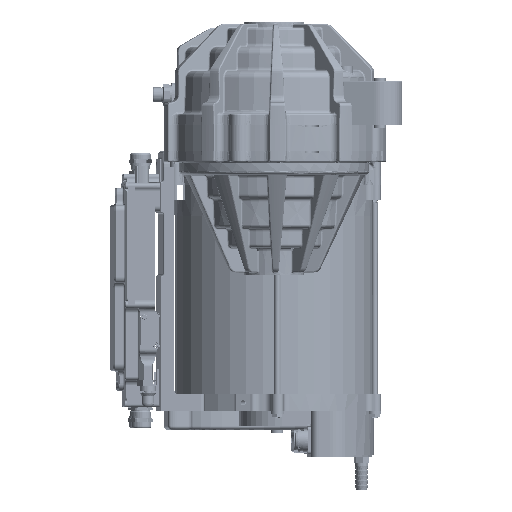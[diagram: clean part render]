
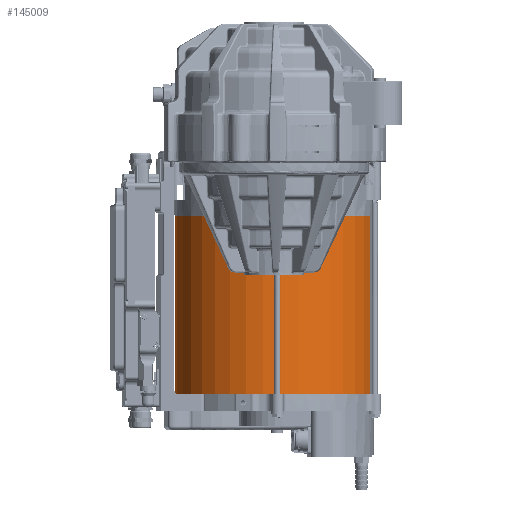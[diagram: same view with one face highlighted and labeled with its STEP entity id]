
A CAD part, left-side view. The second image highlights one B-rep face of the part: STEP entity #145009.
In plain terms, the highlighted cylindrical face has radius 132.5 mm (diameter 265 mm), a partial arc.
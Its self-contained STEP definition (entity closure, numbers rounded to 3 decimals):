
#1011 = EDGE_LOOP ( 'NONE', ( #169624, #189514, #178482, #37882 ) ) ;
#6774 = AXIS2_PLACEMENT_3D ( 'NONE', #152724, #210604, #101659 ) ;
#12506 = CYLINDRICAL_SURFACE ( 'NONE', #92170, 132.5 ) ;
#23867 = LINE ( 'NONE', #216359, #213943 ) ;
#29900 = CARTESIAN_POINT ( 'NONE',  ( 199.513, 0., -68.329 ) ) ;
#37882 = ORIENTED_EDGE ( 'NONE', *, *, #218175, .F. ) ;
#39924 = CARTESIAN_POINT ( 'NONE',  ( 236.6, 127.204, -304.429 ) ) ;
#42945 = VECTOR ( 'NONE', #210919, 1000. ) ;
#43659 = EDGE_CURVE ( 'NONE', #225060, #59565, #102939, .T. ) ;
#48310 = VERTEX_POINT ( 'NONE', #154983 ) ;
#49611 = DIRECTION ( 'NONE',  ( 0., 0., -1. ) ) ;
#51212 = CARTESIAN_POINT ( 'NONE',  ( 162.426, -127.204, -304.429 ) ) ;
#59565 = VERTEX_POINT ( 'NONE', #39924 ) ;
#59931 = CIRCLE ( 'NONE', #115526, 132.5 ) ;
#61555 = DIRECTION ( 'NONE',  ( 0., 0., -1. ) ) ;
#84607 = VERTEX_POINT ( 'NONE', #215052 ) ;
#92170 = AXIS2_PLACEMENT_3D ( 'NONE', #29900, #49611, #204972 ) ;
#100918 = DIRECTION ( 'NONE',  ( -0.28, -0.96, 0. ) ) ;
#101659 = DIRECTION ( 'NONE',  ( -0.28, -0.96, 0. ) ) ;
#102939 = CIRCLE ( 'NONE', #6774, 132.5 ) ;
#115526 = AXIS2_PLACEMENT_3D ( 'NONE', #221477, #61555, #100918 ) ;
#123981 = LINE ( 'NONE', #140251, #42945 ) ;
#124050 = DIRECTION ( 'NONE',  ( 0., 0., -1. ) ) ;
#140251 = CARTESIAN_POINT ( 'NONE',  ( 162.426, -127.204, -68.329 ) ) ;
#143774 = EDGE_CURVE ( 'NONE', #84607, #59565, #23867, .T. ) ;
#145009 = ADVANCED_FACE ( 'NONE', ( #191032 ), #12506, .T. ) ;
#152724 = CARTESIAN_POINT ( 'NONE',  ( 199.513, 0., -304.429 ) ) ;
#154983 = CARTESIAN_POINT ( 'NONE',  ( 162.426, -127.204, -68.329 ) ) ;
#169624 = ORIENTED_EDGE ( 'NONE', *, *, #194968, .T. ) ;
#178482 = ORIENTED_EDGE ( 'NONE', *, *, #43659, .F. ) ;
#189514 = ORIENTED_EDGE ( 'NONE', *, *, #143774, .T. ) ;
#191032 = FACE_OUTER_BOUND ( 'NONE', #1011, .T. ) ;
#194968 = EDGE_CURVE ( 'NONE', #48310, #84607, #59931, .T. ) ;
#204972 = DIRECTION ( 'NONE',  ( -0.28, -0.96, 0. ) ) ;
#210604 = DIRECTION ( 'NONE',  ( 0., 0., -1. ) ) ;
#210919 = DIRECTION ( 'NONE',  ( 0., 0., -1. ) ) ;
#213943 = VECTOR ( 'NONE', #124050, 1000. ) ;
#215052 = CARTESIAN_POINT ( 'NONE',  ( 236.6, 127.204, -68.329 ) ) ;
#216359 = CARTESIAN_POINT ( 'NONE',  ( 236.6, 127.204, -68.329 ) ) ;
#218175 = EDGE_CURVE ( 'NONE', #48310, #225060, #123981, .T. ) ;
#221477 = CARTESIAN_POINT ( 'NONE',  ( 199.513, 0., -68.329 ) ) ;
#225060 = VERTEX_POINT ( 'NONE', #51212 ) ;
